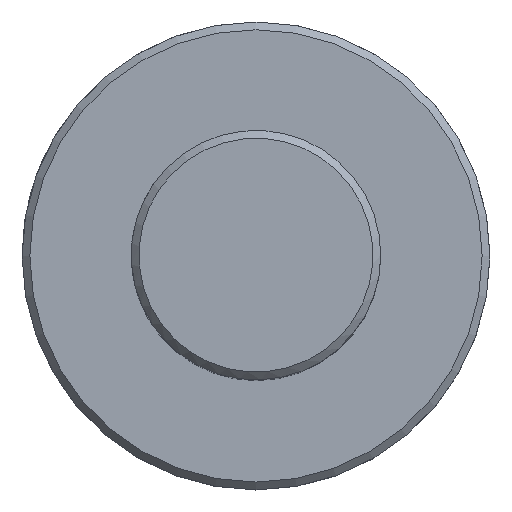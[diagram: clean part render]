
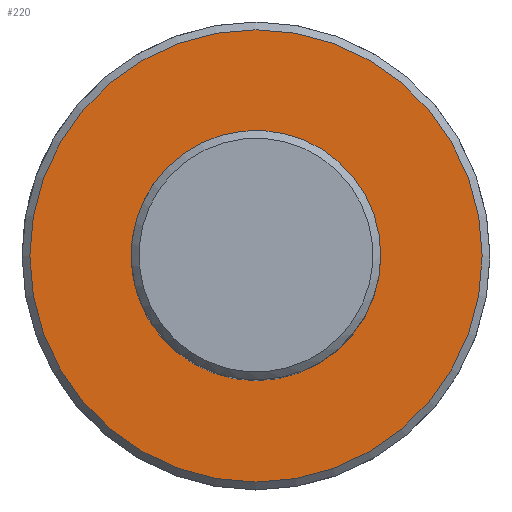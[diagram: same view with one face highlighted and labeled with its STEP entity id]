
A CAD part, top view. The second image highlights one B-rep face of the part: STEP entity #220.
In plain terms, the highlighted planar face has unit normal (0, 0, 1).
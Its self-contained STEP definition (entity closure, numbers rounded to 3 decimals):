
#170=PLANE('',#663);
#188=FACE_OUTER_BOUND('',#277,.T.);
#220=ADVANCED_FACE('',(#188),#170,.F.);
#277=EDGE_LOOP('',(#324));
#324=ORIENTED_EDGE('',*,*,#537,.T.);
#484=VERTEX_POINT('',#908);
#537=EDGE_CURVE('',#484,#484,#617,.T.);
#617=CIRCLE('',#662,14.5);
#662=AXIS2_PLACEMENT_3D('',#907,#736,#737);
#663=AXIS2_PLACEMENT_3D('',#909,#738,#739);
#736=DIRECTION('',(0.,0.,1.));
#737=DIRECTION('',(-1.,0.,0.));
#738=DIRECTION('',(0.,0.,-1.));
#739=DIRECTION('',(-1.,0.,0.));
#907=CARTESIAN_POINT('',(0.,0.,0.));
#908=CARTESIAN_POINT('',(-14.5,0.,0.));
#909=CARTESIAN_POINT('',(0.,0.,0.));
